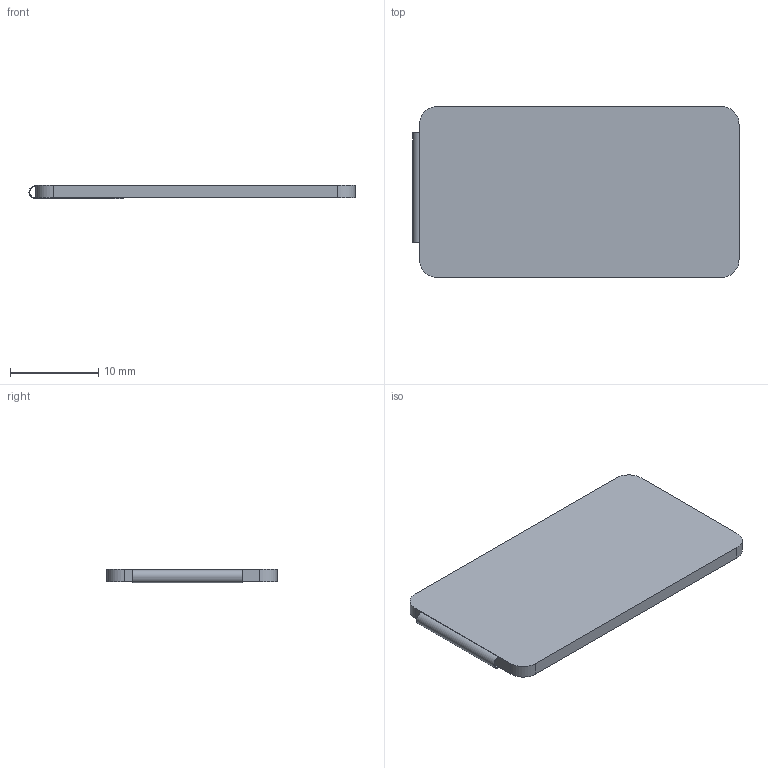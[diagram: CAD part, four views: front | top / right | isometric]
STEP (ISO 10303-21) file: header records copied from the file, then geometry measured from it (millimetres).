
FILE_DESCRIPTION(/* description */ (''),/* implementation_level */ '2;1');
FILE_NAME(/* name */ '1.47_ LCD.step',/* time_stamp */ '2023-01-30T19:31:55+01:00',/* author */ (''),/* organization */ (''),/* preprocessor_version */ 'ST-DEVELOPER v19.2',/* originating_system */ 'Autodesk Translation Framework v11.17.0.187',/* authorisation */ '');
FILE_SCHEMA (('AUTOMOTIVE_DESIGN { 1 0 10303 214 3 1 1 }'));
Length unit declared in the file: millimetre
Products named in the file (1): (Unsaved)
Bounding box: 37.03 x 19.39 x 1.56 mm (x, y, z)
Volume: 1036.6 mm3; surface area: 1614.8 mm2
Topology: 1 solids, 1 shells, 75 faces, 220 edges, 146 vertices
Faces by surface type: plane 63, cylinder 12
Entity records: 2564 total; most frequent: CARTESIAN_POINT 442, ORIENTED_EDGE 440, DIRECTION 398, EDGE_CURVE 220, LINE 194, VECTOR 194, VERTEX_POINT 146, AXIS2_PLACEMENT_3D 102
